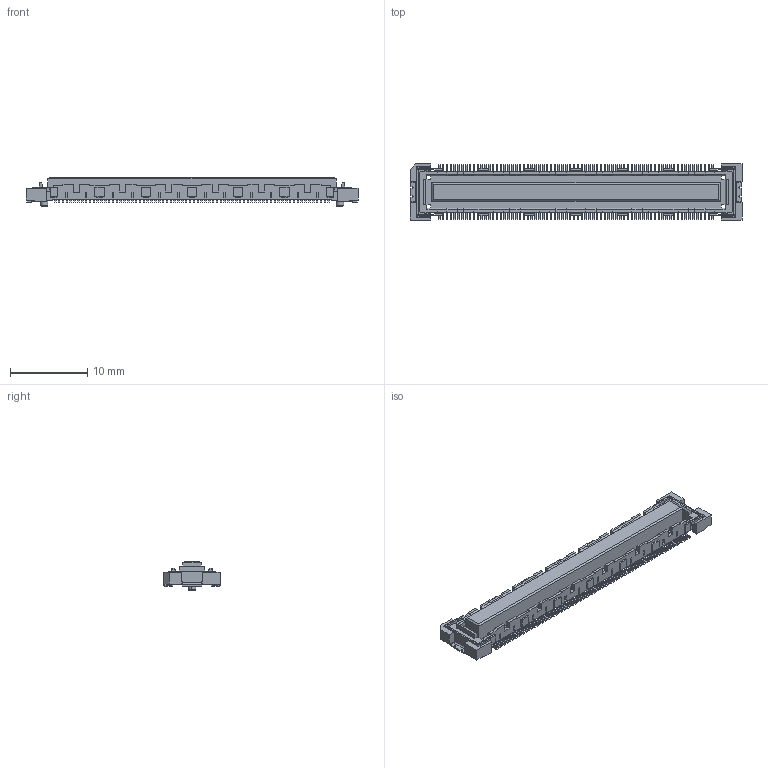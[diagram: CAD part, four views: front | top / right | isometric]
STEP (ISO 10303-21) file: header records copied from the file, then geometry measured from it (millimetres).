
FILE_DESCRIPTION(('FreeCAD Model'),'2;1');
FILE_NAME('FX10A-144S-SV.step','2017-07-12T13:13:09' ,('kicad StepUp'),('ksu MCAD'),'Open CASCADE STEP processor 6.8', 'FreeCAD','Unknown');
FILE_SCHEMA(('AUTOMOTIVE_DESIGN_CC2 { 1 2 10303 214 -1 1 5 4 }'));
Length unit declared in the file: millimetre
Products named in the file (2): ASSEMBLY; FX10A-144S-SV
Assembly tree (1 placements, depth 2):
  ASSEMBLY
    FX10A-144S-SV
Bounding box: 43.1 x 7.3 x 3.8 mm (x, y, z)
Volume: 425.5 mm3; surface area: 1239.1 mm2
Topology: 1 solids, 1 shells, 1632 faces, 4329 edges, 2880 vertices
Faces by surface type: plane 1594, cylinder 34, cone 4
Entity records: 49622 total; most frequent: CARTESIAN_POINT 8843, ORIENTED_EDGE 8658, DIRECTION 7675, EDGE_CURVE 4329, LINE 4251, VECTOR 4251, VERTEX_POINT 2880, FACE_BOUND 1821
